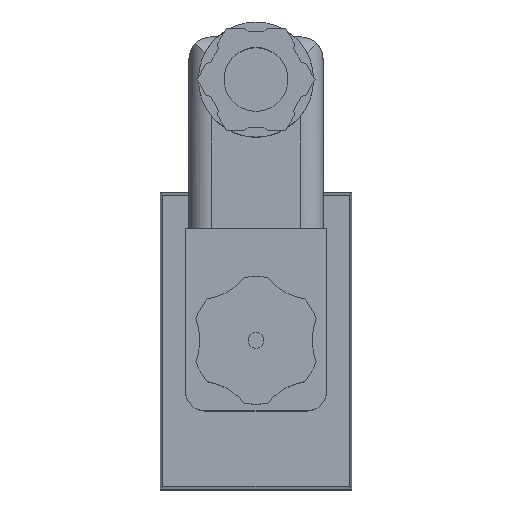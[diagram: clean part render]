
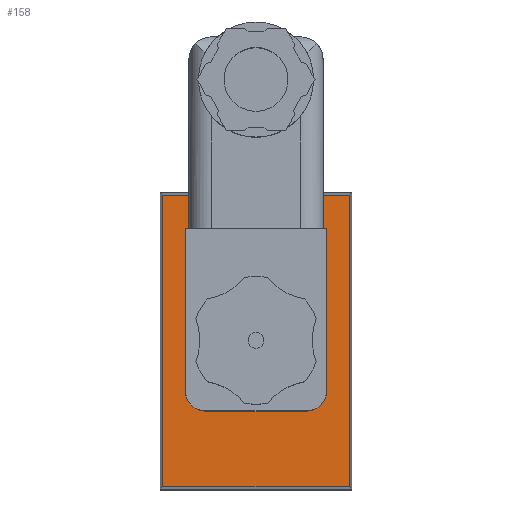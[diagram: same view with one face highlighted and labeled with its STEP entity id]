
A CAD part, top view. The second image highlights one B-rep face of the part: STEP entity #158.
In plain terms, the highlighted planar face has unit normal (0, 0, 1).
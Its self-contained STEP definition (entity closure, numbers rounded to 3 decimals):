
#158 = ADVANCED_FACE( '', ( #543 ), #544, .T. );
#543 = FACE_OUTER_BOUND( '', #1141, .T. );
#544 = PLANE( '', #1142 );
#1141 = EDGE_LOOP( '', ( #2246, #2247, #2248, #2249, #2250, #2251, #2252, #2253, #2254, #2255, #2256, #2257, #2258, #2259 ) );
#1142 = AXIS2_PLACEMENT_3D( '', #2260, #2261, #2262 );
#2246 = ORIENTED_EDGE( '', *, *, #3701, .T. );
#2247 = ORIENTED_EDGE( '', *, *, #3973, .F. );
#2248 = ORIENTED_EDGE( '', *, *, #3974, .F. );
#2249 = ORIENTED_EDGE( '', *, *, #3976, .F. );
#2250 = ORIENTED_EDGE( '', *, *, #3978, .F. );
#2251 = ORIENTED_EDGE( '', *, *, #3980, .F. );
#2252 = ORIENTED_EDGE( '', *, *, #3982, .F. );
#2253 = ORIENTED_EDGE( '', *, *, #3970, .F. );
#2254 = ORIENTED_EDGE( '', *, *, #3692, .F. );
#2255 = ORIENTED_EDGE( '', *, *, #3983, .T. );
#2256 = ORIENTED_EDGE( '', *, *, #3984, .T. );
#2257 = ORIENTED_EDGE( '', *, *, #3985, .T. );
#2258 = ORIENTED_EDGE( '', *, *, #3986, .T. );
#2259 = ORIENTED_EDGE( '', *, *, #3987, .T. );
#2260 = CARTESIAN_POINT( '', ( 0., 0., 18. ) );
#2261 = DIRECTION( '', ( 0., 0., 1. ) );
#2262 = DIRECTION( '', ( 1., 0., 0. ) );
#3692 = EDGE_CURVE( '', #4372, #4374, #4375, .T. );
#3701 = EDGE_CURVE( '', #4379, #4388, #4390, .T. );
#3970 = EDGE_CURVE( '', #4374, #4865, #4866, .T. );
#3973 = EDGE_CURVE( '', #4868, #4388, #4870, .T. );
#3974 = EDGE_CURVE( '', #4871, #4868, #4872, .T. );
#3976 = EDGE_CURVE( '', #4874, #4871, #4875, .T. );
#3978 = EDGE_CURVE( '', #4877, #4874, #4878, .T. );
#3980 = EDGE_CURVE( '', #4880, #4877, #4881, .T. );
#3982 = EDGE_CURVE( '', #4865, #4880, #4883, .T. );
#3983 = EDGE_CURVE( '', #4372, #4884, #4885, .T. );
#3984 = EDGE_CURVE( '', #4884, #4886, #4887, .T. );
#3985 = EDGE_CURVE( '', #4886, #4888, #4889, .T. );
#3986 = EDGE_CURVE( '', #4888, #4890, #4891, .T. );
#3987 = EDGE_CURVE( '', #4890, #4379, #4892, .T. );
#4372 = VERTEX_POINT( '', #5573 );
#4374 = VERTEX_POINT( '', #5576 );
#4375 = LINE( '', #5577, #5578 );
#4379 = VERTEX_POINT( '', #5583 );
#4388 = VERTEX_POINT( '', #5595 );
#4390 = LINE( '', #5597, #5598 );
#4865 = VERTEX_POINT( '', #6332 );
#4866 = LINE( '', #6333, #6334 );
#4868 = VERTEX_POINT( '', #6337 );
#4870 = LINE( '', #6340, #6341 );
#4871 = VERTEX_POINT( '', #6342 );
#4872 = LINE( '', #6343, #6344 );
#4874 = VERTEX_POINT( '', #6347 );
#4875 = CIRCLE( '', #6348, 3. );
#4877 = VERTEX_POINT( '', #6351 );
#4878 = LINE( '', #6352, #6353 );
#4880 = VERTEX_POINT( '', #6356 );
#4881 = CIRCLE( '', #6357, 3. );
#4883 = LINE( '', #6360, #6361 );
#4884 = VERTEX_POINT( '', #6362 );
#4885 = LINE( '', #6363, #6364 );
#4886 = VERTEX_POINT( '', #6365 );
#4887 = LINE( '', #6366, #6367 );
#4888 = VERTEX_POINT( '', #6368 );
#4889 = LINE( '', #6369, #6370 );
#4890 = VERTEX_POINT( '', #6371 );
#4891 = LINE( '', #6372, #6373 );
#4892 = LINE( '', #6374, #6375 );
#5573 = CARTESIAN_POINT( '', ( -7., 22.8, 18. ) );
#5576 = CARTESIAN_POINT( '', ( -7., 17.5, 18. ) );
#5577 = CARTESIAN_POINT( '', ( -7., 47.5, 18. ) );
#5578 = VECTOR( '', #7277, 1000. );
#5583 = CARTESIAN_POINT( '', ( 7., 22.8, 18. ) );
#5595 = CARTESIAN_POINT( '', ( 7., 17.5, 18. ) );
#5597 = CARTESIAN_POINT( '', ( 7., 47.5, 18. ) );
#5598 = VECTOR( '', #7294, 1000. );
#6332 = CARTESIAN_POINT( '', ( -11., 17.5, 18. ) );
#6333 = CARTESIAN_POINT( '', ( 11., 17.5, 18. ) );
#6334 = VECTOR( '', #7855, 1000. );
#6337 = CARTESIAN_POINT( '', ( 11., 17.5, 18. ) );
#6340 = CARTESIAN_POINT( '', ( 11., 17.5, 18. ) );
#6341 = VECTOR( '', #7858, 1000. );
#6342 = CARTESIAN_POINT( '', ( 11., -8., 18. ) );
#6343 = CARTESIAN_POINT( '', ( 11., -8., 18. ) );
#6344 = VECTOR( '', #7859, 1000. );
#6347 = CARTESIAN_POINT( '', ( 8., -11., 18. ) );
#6348 = AXIS2_PLACEMENT_3D( '', #7861, #7862, #7863 );
#6351 = CARTESIAN_POINT( '', ( -8., -11., 18. ) );
#6352 = CARTESIAN_POINT( '', ( -8., -11., 18. ) );
#6353 = VECTOR( '', #7865, 1000. );
#6356 = CARTESIAN_POINT( '', ( -11., -8., 18. ) );
#6357 = AXIS2_PLACEMENT_3D( '', #7867, #7868, #7869 );
#6360 = CARTESIAN_POINT( '', ( -11., 17.5, 18. ) );
#6361 = VECTOR( '', #7871, 1000. );
#6362 = CARTESIAN_POINT( '', ( -14.6, 22.8, 18. ) );
#6363 = CARTESIAN_POINT( '', ( 14.6, 22.8, 18. ) );
#6364 = VECTOR( '', #7872, 1000. );
#6365 = CARTESIAN_POINT( '', ( -14.6, -22.8, 18. ) );
#6366 = CARTESIAN_POINT( '', ( -14.6, 22.8, 18. ) );
#6367 = VECTOR( '', #7873, 1000. );
#6368 = CARTESIAN_POINT( '', ( 14.6, -22.8, 18. ) );
#6369 = CARTESIAN_POINT( '', ( -14.6, -22.8, 18. ) );
#6370 = VECTOR( '', #7874, 1000. );
#6371 = CARTESIAN_POINT( '', ( 14.6, 22.8, 18. ) );
#6372 = CARTESIAN_POINT( '', ( 14.6, -22.8, 18. ) );
#6373 = VECTOR( '', #7875, 1000. );
#6374 = CARTESIAN_POINT( '', ( 14.6, 22.8, 18. ) );
#6375 = VECTOR( '', #7876, 1000. );
#7277 = DIRECTION( '', ( 0., -1., 0. ) );
#7294 = DIRECTION( '', ( 0., -1., 0. ) );
#7855 = DIRECTION( '', ( -1., 0., 0. ) );
#7858 = DIRECTION( '', ( -1., 0., 0. ) );
#7859 = DIRECTION( '', ( 0., 1., 0. ) );
#7861 = CARTESIAN_POINT( '', ( 8., -8., 18. ) );
#7862 = DIRECTION( '', ( 0., 0., 1. ) );
#7863 = DIRECTION( '', ( 1., 0., 0. ) );
#7865 = DIRECTION( '', ( 1., 0., 0. ) );
#7867 = CARTESIAN_POINT( '', ( -8., -8., 18. ) );
#7868 = DIRECTION( '', ( 0., 0., 1. ) );
#7869 = DIRECTION( '', ( 1., 0., 0. ) );
#7871 = DIRECTION( '', ( 0., -1., 0. ) );
#7872 = DIRECTION( '', ( -1., 0., 0. ) );
#7873 = DIRECTION( '', ( 0., -1., 0. ) );
#7874 = DIRECTION( '', ( 1., 0., 0. ) );
#7875 = DIRECTION( '', ( 0., 1., 0. ) );
#7876 = DIRECTION( '', ( -1., 0., 0. ) );
